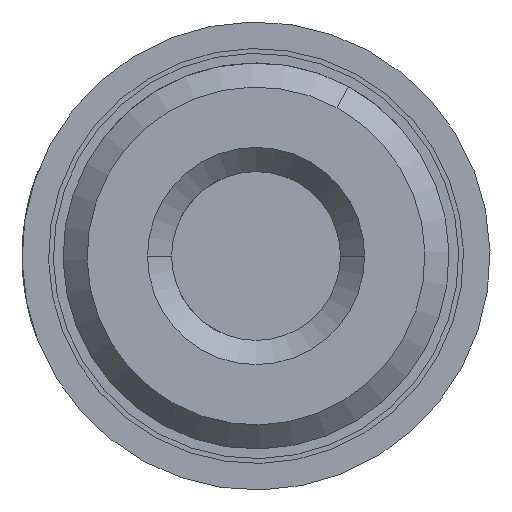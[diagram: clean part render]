
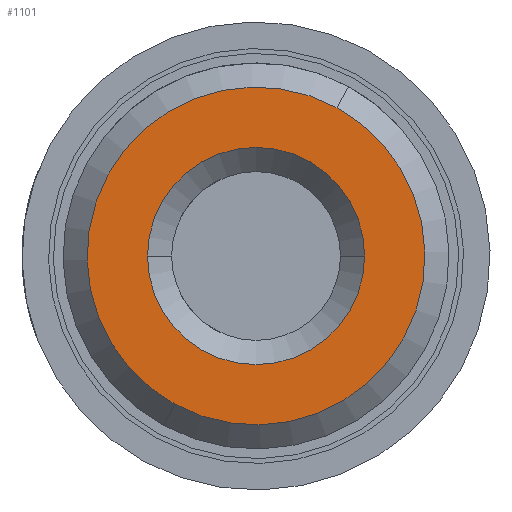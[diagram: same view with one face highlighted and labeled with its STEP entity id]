
A CAD part, front view. The second image highlights one B-rep face of the part: STEP entity #1101.
In plain terms, the highlighted planar face has unit normal (0, -1, 0).
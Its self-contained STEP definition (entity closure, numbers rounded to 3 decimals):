
#981=CARTESIAN_POINT('Vertex',(-3.356,0.,-6.143)) ;
#984=CARTESIAN_POINT('Axis2P3D Location',(0.,0.,0.)) ;
#988=CARTESIAN_POINT('Vertex',(3.356,0.,6.143)) ;
#1008=CARTESIAN_POINT('Axis2P3D Location',(0.,0.,0.)) ;
#1074=CARTESIAN_POINT('Axis2P3D Location',(0.,0.,0.)) ;
#1083=CARTESIAN_POINT('Axis2P3D Location',(0.,0.,0.)) ;
#1087=CARTESIAN_POINT('Vertex',(4.5,0.,0.)) ;
#1089=CARTESIAN_POINT('Vertex',(-4.5,0.,0.)) ;
#1092=CARTESIAN_POINT('Axis2P3D Location',(0.,0.,0.)) ;
#985=DIRECTION('Axis2P3D Direction',(0.,1.,0.)) ;
#1009=DIRECTION('Axis2P3D Direction',(0.,1.,0.)) ;
#1075=DIRECTION('Axis2P3D Direction',(0.,1.,0.)) ;
#1076=DIRECTION('Axis2P3D XDirection',(1.,0.,0.)) ;
#1084=DIRECTION('Axis2P3D Direction',(0.,1.,0.)) ;
#1093=DIRECTION('Axis2P3D Direction',(0.,1.,0.)) ;
#986=AXIS2_PLACEMENT_3D('Circle Axis2P3D',#984,#985,$) ;
#1010=AXIS2_PLACEMENT_3D('Circle Axis2P3D',#1008,#1009,$) ;
#1077=AXIS2_PLACEMENT_3D('Plane Axis2P3D',#1074,#1075,#1076) ;
#1085=AXIS2_PLACEMENT_3D('Circle Axis2P3D',#1083,#1084,$) ;
#1094=AXIS2_PLACEMENT_3D('Circle Axis2P3D',#1092,#1093,$) ;
#1080=ORIENTED_EDGE('',*,*,#1012,.F.) ;
#1081=ORIENTED_EDGE('',*,*,#990,.F.) ;
#1098=ORIENTED_EDGE('',*,*,#1091,.F.) ;
#1099=ORIENTED_EDGE('',*,*,#1096,.F.) ;
#1100=FACE_BOUND('',#1097,.T.) ;
#1101=ADVANCED_FACE('',(#1082,#1100),#1078,.F.) ;
#987=CIRCLE('generated circle',#986,7.) ;
#1011=CIRCLE('generated circle',#1010,7.) ;
#1086=CIRCLE('generated circle',#1085,4.5) ;
#1095=CIRCLE('generated circle',#1094,4.5) ;
#990=EDGE_CURVE('',#982,#989,#987,.T.) ;
#1012=EDGE_CURVE('',#989,#982,#1011,.T.) ;
#1091=EDGE_CURVE('',#1088,#1090,#1086,.F.) ;
#1096=EDGE_CURVE('',#1090,#1088,#1095,.F.) ;
#1079=EDGE_LOOP('',(#1080,#1081)) ;
#1097=EDGE_LOOP('',(#1098,#1099)) ;
#1082=FACE_OUTER_BOUND('',#1079,.T.) ;
#1078=PLANE('Plane',#1077) ;
#982=VERTEX_POINT('',#981) ;
#989=VERTEX_POINT('',#988) ;
#1088=VERTEX_POINT('',#1087) ;
#1090=VERTEX_POINT('',#1089) ;
